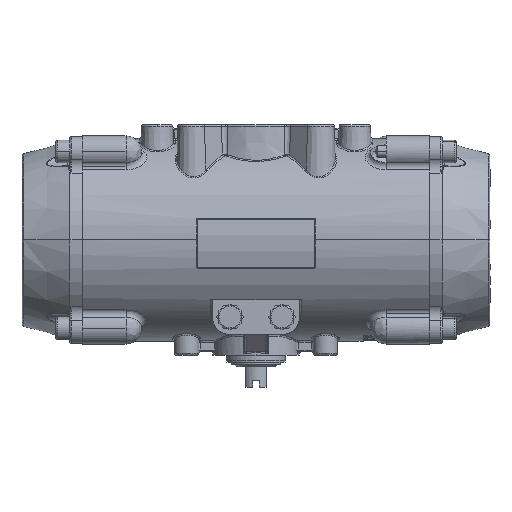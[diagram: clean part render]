
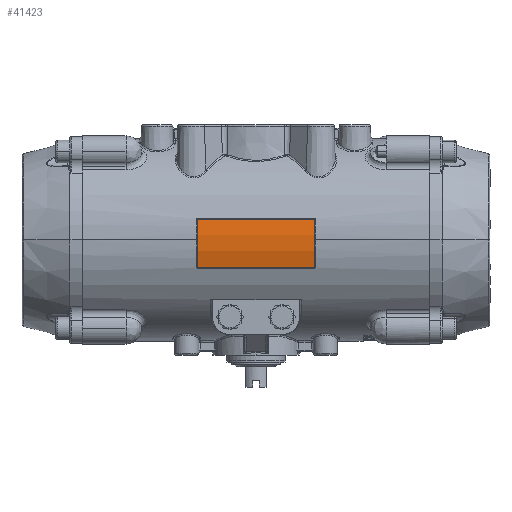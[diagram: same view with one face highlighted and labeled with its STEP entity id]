
A CAD part, top view. The second image highlights one B-rep face of the part: STEP entity #41423.
In plain terms, the highlighted cylindrical face has radius 57.7 mm (diameter 115.4 mm), a partial arc.
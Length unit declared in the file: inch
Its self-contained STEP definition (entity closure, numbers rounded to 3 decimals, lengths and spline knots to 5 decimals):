
#3215 = EDGE_LOOP ( 'NONE', ( #71484, #28089, #13502, #74634 ) ) ;
#3544 = CARTESIAN_POINT ( 'NONE',  ( -1.33071, 0., 0. ) ) ;
#6124 = VERTEX_POINT ( 'NONE', #78763 ) ;
#12058 = VERTEX_POINT ( 'NONE', #82936 ) ;
#13502 = ORIENTED_EDGE ( 'NONE', *, *, #76885, .T. ) ;
#14963 = VERTEX_POINT ( 'NONE', #31630 ) ;
#16136 = DIRECTION ( 'NONE',  ( 1., 0., 0. ) ) ;
#16707 = FACE_OUTER_BOUND ( 'NONE', #3215, .T. ) ;
#17864 = DIRECTION ( 'NONE',  ( 1., 0., 0. ) ) ;
#19065 = DIRECTION ( 'NONE',  ( -1., 0., 0. ) ) ;
#28089 = ORIENTED_EDGE ( 'NONE', *, *, #67952, .T. ) ;
#30359 = DIRECTION ( 'NONE',  ( 0., 0., -1. ) ) ;
#31630 = CARTESIAN_POINT ( 'NONE',  ( 1.33071, 0.46296, 2.22398 ) ) ;
#32458 = DIRECTION ( 'NONE',  ( 0., 0., -1. ) ) ;
#41423 = ADVANCED_FACE ( 'NONE', ( #16707 ), #113687, .T. ) ;
#43425 = VERTEX_POINT ( 'NONE', #49513 ) ;
#43972 = AXIS2_PLACEMENT_3D ( 'NONE', #58660, #16136, #32458 ) ;
#49513 = CARTESIAN_POINT ( 'NONE',  ( -1.33071, 0.46296, 2.22398 ) ) ;
#52289 = LINE ( 'NONE', #79506, #88393 ) ;
#55190 = CARTESIAN_POINT ( 'NONE',  ( -1.33858, 0.46296, 2.22398 ) ) ;
#58660 = CARTESIAN_POINT ( 'NONE',  ( -1.33858, 0., 0. ) ) ;
#59749 = AXIS2_PLACEMENT_3D ( 'NONE', #3544, #109911, #30359 ) ;
#65839 = DIRECTION ( 'NONE',  ( 0., 0., -1. ) ) ;
#67516 = DIRECTION ( 'NONE',  ( -1., 0., 0. ) ) ;
#67952 = EDGE_CURVE ( 'NONE', #14963, #43425, #98688, .T. ) ;
#70051 = CIRCLE ( 'NONE', #73757, 2.27165 ) ;
#71484 = ORIENTED_EDGE ( 'NONE', *, *, #101124, .T. ) ;
#73757 = AXIS2_PLACEMENT_3D ( 'NONE', #94767, #67516, #65839 ) ;
#74634 = ORIENTED_EDGE ( 'NONE', *, *, #99817, .T. ) ;
#76350 = CIRCLE ( 'NONE', #59749, 2.27165 ) ;
#76885 = EDGE_CURVE ( 'NONE', #43425, #12058, #76350, .T. ) ;
#78763 = CARTESIAN_POINT ( 'NONE',  ( 1.33071, -0.6199, 2.18544 ) ) ;
#79506 = CARTESIAN_POINT ( 'NONE',  ( -1.33858, -0.6199, 2.18544 ) ) ;
#82936 = CARTESIAN_POINT ( 'NONE',  ( -1.33071, -0.6199, 2.18544 ) ) ;
#84119 = VECTOR ( 'NONE', #19065, 39.37008 ) ;
#88393 = VECTOR ( 'NONE', #17864, 39.37008 ) ;
#94767 = CARTESIAN_POINT ( 'NONE',  ( 1.33071, 0., 0. ) ) ;
#98688 = LINE ( 'NONE', #55190, #84119 ) ;
#99817 = EDGE_CURVE ( 'NONE', #12058, #6124, #52289, .T. ) ;
#101124 = EDGE_CURVE ( 'NONE', #6124, #14963, #70051, .T. ) ;
#109911 = DIRECTION ( 'NONE',  ( 1., 0., 0. ) ) ;
#113687 = CYLINDRICAL_SURFACE ( 'NONE', #43972, 2.27165 ) ;
